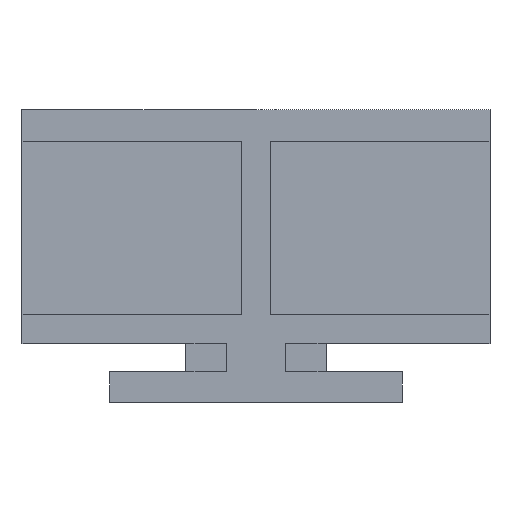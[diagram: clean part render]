
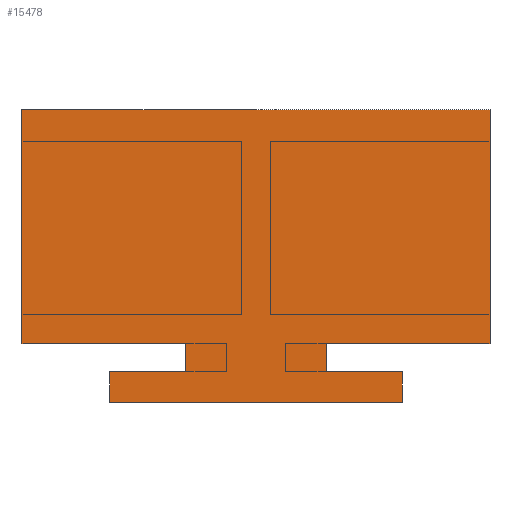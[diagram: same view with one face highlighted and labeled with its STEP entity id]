
A CAD part, front view. The second image highlights one B-rep face of the part: STEP entity #15478.
In plain terms, the highlighted planar face has unit normal (0, -1, 0).
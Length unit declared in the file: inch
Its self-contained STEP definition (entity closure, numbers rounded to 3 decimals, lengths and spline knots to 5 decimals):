
#15462=AXIS2_PLACEMENT_3D('Plane Axis2P3D',#15459,#15460,#15461) ;
#52=CARTESIAN_POINT('Vertex',(-0.3,-49.5,-0.12)) ;
#55=CARTESIAN_POINT('Line Origine',(-0.3,-49.5,-0.06)) ;
#59=CARTESIAN_POINT('Vertex',(-0.3,-49.5,0.)) ;
#123=CARTESIAN_POINT('Vertex',(0.3,-49.5,0.)) ;
#126=CARTESIAN_POINT('Line Origine',(0.3,-49.5,-0.06)) ;
#130=CARTESIAN_POINT('Vertex',(0.3,-49.5,-0.12)) ;
#542=CARTESIAN_POINT('Vertex',(1.,-49.5,0.)) ;
#545=CARTESIAN_POINT('Line Origine',(0.65,-49.5,0.)) ;
#698=CARTESIAN_POINT('Line Origine',(0.4625,-49.5,-0.12)) ;
#702=CARTESIAN_POINT('Vertex',(0.625,-49.5,-0.12)) ;
#2009=CARTESIAN_POINT('Vertex',(1.,-49.5,1.)) ;
#2012=CARTESIAN_POINT('Line Origine',(1.,-49.5,0.5)) ;
#3998=CARTESIAN_POINT('Line Origine',(-0.65,-49.5,0.)) ;
#4002=CARTESIAN_POINT('Vertex',(-1.,-49.5,0.)) ;
#4418=CARTESIAN_POINT('Line Origine',(-1.,-49.5,0.5)) ;
#4422=CARTESIAN_POINT('Vertex',(-1.,-49.5,1.)) ;
#6631=CARTESIAN_POINT('Vertex',(0.625,-49.5,-0.25)) ;
#6634=CARTESIAN_POINT('Line Origine',(0.625,-49.5,-0.185)) ;
#6651=CARTESIAN_POINT('Line Origine',(0.,-49.5,-0.25)) ;
#6655=CARTESIAN_POINT('Vertex',(-0.625,-49.5,-0.25)) ;
#6675=CARTESIAN_POINT('Line Origine',(-0.625,-49.5,-0.185)) ;
#6679=CARTESIAN_POINT('Vertex',(-0.625,-49.5,-0.12)) ;
#7014=CARTESIAN_POINT('Line Origine',(-0.4625,-49.5,-0.12)) ;
#7079=CARTESIAN_POINT('Line Origine',(0.,-49.5,1.)) ;
#15459=CARTESIAN_POINT('Axis2P3D Location',(0.,-49.5,0.)) ;
#56=DIRECTION('Vector Direction',(0.,0.,-1.)) ;
#127=DIRECTION('Vector Direction',(0.,0.,1.)) ;
#546=DIRECTION('Vector Direction',(-1.,0.,0.)) ;
#699=DIRECTION('Vector Direction',(1.,0.,0.)) ;
#2013=DIRECTION('Vector Direction',(0.,0.,1.)) ;
#3999=DIRECTION('Vector Direction',(-1.,0.,0.)) ;
#4419=DIRECTION('Vector Direction',(0.,0.,1.)) ;
#6635=DIRECTION('Vector Direction',(0.,0.,1.)) ;
#6652=DIRECTION('Vector Direction',(-1.,0.,0.)) ;
#6676=DIRECTION('Vector Direction',(0.,0.,1.)) ;
#7015=DIRECTION('Vector Direction',(1.,0.,0.)) ;
#7080=DIRECTION('Vector Direction',(1.,0.,0.)) ;
#15460=DIRECTION('Axis2P3D Direction',(0.,1.,-0.)) ;
#15461=DIRECTION('Axis2P3D XDirection',(-1.,0.,0.)) ;
#57=VECTOR('Line Direction',#56,0.03937) ;
#128=VECTOR('Line Direction',#127,0.03937) ;
#547=VECTOR('Line Direction',#546,0.03937) ;
#700=VECTOR('Line Direction',#699,0.03937) ;
#2014=VECTOR('Line Direction',#2013,0.03937) ;
#4000=VECTOR('Line Direction',#3999,0.03937) ;
#4420=VECTOR('Line Direction',#4419,0.03937) ;
#6636=VECTOR('Line Direction',#6635,0.03937) ;
#6653=VECTOR('Line Direction',#6652,0.03937) ;
#6677=VECTOR('Line Direction',#6676,0.03937) ;
#7016=VECTOR('Line Direction',#7015,0.03937) ;
#7081=VECTOR('Line Direction',#7080,0.03937) ;
#15465=ORIENTED_EDGE('',*,*,#132,.T.) ;
#15466=ORIENTED_EDGE('',*,*,#549,.T.) ;
#15467=ORIENTED_EDGE('',*,*,#2016,.T.) ;
#15468=ORIENTED_EDGE('',*,*,#7083,.T.) ;
#15469=ORIENTED_EDGE('',*,*,#4424,.F.) ;
#15470=ORIENTED_EDGE('',*,*,#4004,.F.) ;
#15471=ORIENTED_EDGE('',*,*,#61,.T.) ;
#15472=ORIENTED_EDGE('',*,*,#7018,.F.) ;
#15473=ORIENTED_EDGE('',*,*,#6681,.F.) ;
#15474=ORIENTED_EDGE('',*,*,#6657,.T.) ;
#15475=ORIENTED_EDGE('',*,*,#6638,.T.) ;
#15476=ORIENTED_EDGE('',*,*,#704,.T.) ;
#15478=ADVANCED_FACE('MASTER MODEL',(#15477),#15463,.F.) ;
#61=EDGE_CURVE('',#60,#53,#58,.T.) ;
#132=EDGE_CURVE('',#131,#124,#129,.T.) ;
#549=EDGE_CURVE('',#124,#543,#548,.F.) ;
#704=EDGE_CURVE('',#703,#131,#701,.F.) ;
#2016=EDGE_CURVE('',#543,#2010,#2015,.T.) ;
#4004=EDGE_CURVE('',#60,#4003,#4001,.T.) ;
#4424=EDGE_CURVE('',#4003,#4423,#4421,.T.) ;
#6638=EDGE_CURVE('',#6632,#703,#6637,.T.) ;
#6657=EDGE_CURVE('',#6656,#6632,#6654,.F.) ;
#6681=EDGE_CURVE('',#6656,#6680,#6678,.T.) ;
#7018=EDGE_CURVE('',#6680,#53,#7017,.T.) ;
#7083=EDGE_CURVE('',#2010,#4423,#7082,.F.) ;
#15464=EDGE_LOOP('',(#15465,#15466,#15467,#15468,#15469,#15470,#15471,#15472,#15473,#15474,#15475,#15476)) ;
#15477=FACE_OUTER_BOUND('',#15464,.T.) ;
#58=LINE('Line',#55,#57) ;
#129=LINE('Line',#126,#128) ;
#548=LINE('Line',#545,#547) ;
#701=LINE('Line',#698,#700) ;
#2015=LINE('Line',#2012,#2014) ;
#4001=LINE('Line',#3998,#4000) ;
#4421=LINE('Line',#4418,#4420) ;
#6637=LINE('Line',#6634,#6636) ;
#6654=LINE('Line',#6651,#6653) ;
#6678=LINE('Line',#6675,#6677) ;
#7017=LINE('Line',#7014,#7016) ;
#7082=LINE('Line',#7079,#7081) ;
#15463=PLANE('',#15462) ;
#53=VERTEX_POINT('',#52) ;
#60=VERTEX_POINT('',#59) ;
#124=VERTEX_POINT('',#123) ;
#131=VERTEX_POINT('',#130) ;
#543=VERTEX_POINT('',#542) ;
#703=VERTEX_POINT('',#702) ;
#2010=VERTEX_POINT('',#2009) ;
#4003=VERTEX_POINT('',#4002) ;
#4423=VERTEX_POINT('',#4422) ;
#6632=VERTEX_POINT('',#6631) ;
#6656=VERTEX_POINT('',#6655) ;
#6680=VERTEX_POINT('',#6679) ;
